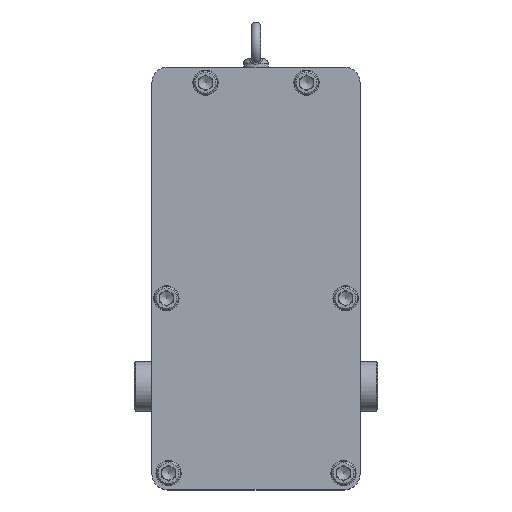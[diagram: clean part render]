
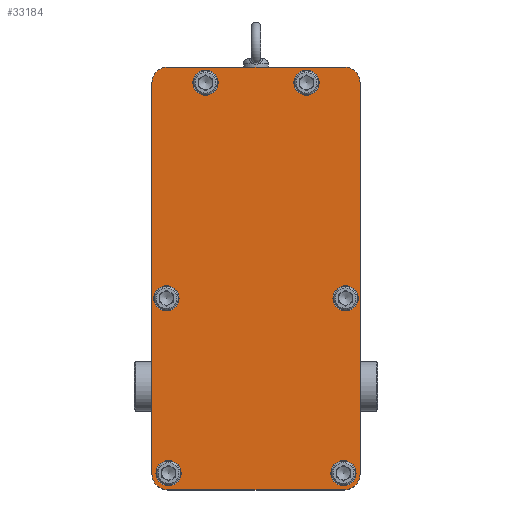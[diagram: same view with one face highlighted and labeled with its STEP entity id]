
A CAD part, top view. The second image highlights one B-rep face of the part: STEP entity #33184.
In plain terms, the highlighted planar face has unit normal (0, 0, 1).
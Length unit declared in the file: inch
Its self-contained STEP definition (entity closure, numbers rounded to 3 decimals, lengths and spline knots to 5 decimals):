
#116 = ORIENTED_EDGE ( 'NONE', *, *, #2145, .T. ) ;
#471 = CARTESIAN_POINT ( 'NONE',  ( 3.96482, -3.46482, 12.0218 ) ) ;
#538 = VERTEX_POINT ( 'NONE', #47195 ) ;
#1944 = AXIS2_PLACEMENT_3D ( 'NONE', #49726, #45679, #41617 ) ;
#2090 = DIRECTION ( 'NONE',  ( -1., 0., 0. ) ) ;
#2145 = EDGE_CURVE ( 'NONE', #35264, #26360, #35802, .T. ) ;
#2375 = DIRECTION ( 'NONE',  ( 0., 0., 1. ) ) ;
#2694 = AXIS2_PLACEMENT_3D ( 'NONE', #22107, #13717, #2090 ) ;
#2778 = EDGE_LOOP ( 'NONE', ( #28204 ) ) ;
#4319 = FACE_BOUND ( 'NONE', #2778, .T. ) ;
#4614 = CARTESIAN_POINT ( 'NONE',  ( -3.5, 12.625, 12.0218 ) ) ;
#5157 = EDGE_CURVE ( 'NONE', #30565, #30565, #35952, .T. ) ;
#5279 = ORIENTED_EDGE ( 'NONE', *, *, #48264, .F. ) ;
#5603 = DIRECTION ( 'NONE',  ( 0., 0., 1. ) ) ;
#6148 = EDGE_CURVE ( 'NONE', #40265, #40265, #26532, .T. ) ;
#6568 = EDGE_CURVE ( 'NONE', #538, #44739, #10079, .T. ) ;
#6786 = CARTESIAN_POINT ( 'NONE',  ( 3.46482, -3.46482, 12.0218 ) ) ;
#7215 = VECTOR ( 'NONE', #19352, 39.37008 ) ;
#7446 = EDGE_CURVE ( 'NONE', #7483, #22539, #46497, .T. ) ;
#7483 = VERTEX_POINT ( 'NONE', #4614 ) ;
#8601 = VERTEX_POINT ( 'NONE', #52055 ) ;
#9098 = VECTOR ( 'NONE', #21633, 39.37008 ) ;
#10079 = LINE ( 'NONE', #34405, #52442 ) ;
#10569 = VERTEX_POINT ( 'NONE', #27040 ) ;
#11792 = DIRECTION ( 'NONE',  ( 0., 0., 1. ) ) ;
#12180 = CARTESIAN_POINT ( 'NONE',  ( -3.5, 12., 12.0218 ) ) ;
#12265 = ORIENTED_EDGE ( 'NONE', *, *, #46129, .T. ) ;
#12316 = AXIS2_PLACEMENT_3D ( 'NONE', #42622, #5603, #22105 ) ;
#12518 = AXIS2_PLACEMENT_3D ( 'NONE', #22929, #2375, #19405 ) ;
#12758 = EDGE_CURVE ( 'NONE', #50235, #50235, #39953, .T. ) ;
#12945 = EDGE_LOOP ( 'NONE', ( #48582 ) ) ;
#13288 = CIRCLE ( 'NONE', #24474, 0.5 ) ;
#13696 = EDGE_CURVE ( 'NONE', #7483, #8601, #36332, .T. ) ;
#13717 = DIRECTION ( 'NONE',  ( 0., 0., 1. ) ) ;
#13820 = ORIENTED_EDGE ( 'NONE', *, *, #19453, .F. ) ;
#13863 = DIRECTION ( 'NONE',  ( 0., -1., 0. ) ) ;
#15224 = EDGE_LOOP ( 'NONE', ( #44700 ) ) ;
#15400 = DIRECTION ( 'NONE',  ( 1., 0., 0. ) ) ;
#15461 = VECTOR ( 'NONE', #35082, 39.37008 ) ;
#16023 = ORIENTED_EDGE ( 'NONE', *, *, #5157, .F. ) ;
#16500 = FACE_BOUND ( 'NONE', #53368, .T. ) ;
#18282 = DIRECTION ( 'NONE',  ( 1., 0., 0. ) ) ;
#18805 = ORIENTED_EDGE ( 'NONE', *, *, #52190, .T. ) ;
#19352 = DIRECTION ( 'NONE',  ( 1., 0., 0. ) ) ;
#19405 = DIRECTION ( 'NONE',  ( -1., 0., 0. ) ) ;
#19452 = DIRECTION ( 'NONE',  ( 0., 0., 1. ) ) ;
#19453 = EDGE_CURVE ( 'NONE', #35264, #22539, #46235, .T. ) ;
#20138 = CARTESIAN_POINT ( 'NONE',  ( 4.125, 12.625, 12.0218 ) ) ;
#21100 = FACE_BOUND ( 'NONE', #52684, .T. ) ;
#21633 = DIRECTION ( 'NONE',  ( 0., 1., 0. ) ) ;
#22051 = DIRECTION ( 'NONE',  ( -1., 0., 0. ) ) ;
#22105 = DIRECTION ( 'NONE',  ( 1., 0., 0. ) ) ;
#22107 = CARTESIAN_POINT ( 'NONE',  ( 3.5, 12., 12.0218 ) ) ;
#22140 = VERTEX_POINT ( 'NONE', #30336 ) ;
#22539 = VERTEX_POINT ( 'NONE', #47833 ) ;
#22929 = CARTESIAN_POINT ( 'NONE',  ( -3.5, -3.5, 12.0218 ) ) ;
#23486 = CARTESIAN_POINT ( 'NONE',  ( -3.55, 3.46482, 12.0218 ) ) ;
#23500 = ORIENTED_EDGE ( 'NONE', *, *, #6568, .F. ) ;
#23659 = EDGE_CURVE ( 'NONE', #42055, #42055, #51011, .T. ) ;
#23860 = AXIS2_PLACEMENT_3D ( 'NONE', #34498, #46648, #18282 ) ;
#24194 = CARTESIAN_POINT ( 'NONE',  ( -3.46482, -3.46482, 12.0218 ) ) ;
#24241 = CIRCLE ( 'NONE', #2694, 0.625 ) ;
#24474 = AXIS2_PLACEMENT_3D ( 'NONE', #32802, #49276, #24709 ) ;
#24709 = DIRECTION ( 'NONE',  ( 1., 0., 0. ) ) ;
#25125 = PLANE ( 'NONE',  #1944 ) ;
#25891 = LINE ( 'NONE', #51547, #15461 ) ;
#26360 = VERTEX_POINT ( 'NONE', #44284 ) ;
#26532 = CIRCLE ( 'NONE', #45548, 0.5 ) ;
#27040 = CARTESIAN_POINT ( 'NONE',  ( -2.96482, -3.46482, 12.0218 ) ) ;
#27435 = CIRCLE ( 'NONE', #39540, 0.625 ) ;
#27689 = AXIS2_PLACEMENT_3D ( 'NONE', #6786, #44590, #48373 ) ;
#28204 = ORIENTED_EDGE ( 'NONE', *, *, #6148, .F. ) ;
#28244 = DIRECTION ( 'NONE',  ( 1., 0., 0. ) ) ;
#28649 = DIRECTION ( 'NONE',  ( 0., 0., 1. ) ) ;
#28912 = FACE_OUTER_BOUND ( 'NONE', #45120, .T. ) ;
#29700 = CARTESIAN_POINT ( 'NONE',  ( 4.05, 3.46482, 12.0218 ) ) ;
#30336 = CARTESIAN_POINT ( 'NONE',  ( 3.5, -4.125, 12.0218 ) ) ;
#30565 = VERTEX_POINT ( 'NONE', #46767 ) ;
#30878 = CIRCLE ( 'NONE', #42101, 0.5 ) ;
#30908 = ORIENTED_EDGE ( 'NONE', *, *, #7446, .T. ) ;
#31468 = DIRECTION ( 'NONE',  ( 0., 0., 1. ) ) ;
#32802 = CARTESIAN_POINT ( 'NONE',  ( 2., 12., 12.0218 ) ) ;
#33184 = ADVANCED_FACE ( 'NONE', ( #16500, #21100, #37843, #4319, #37588, #33251, #28912 ), #25125, .F. ) ;
#33251 = FACE_BOUND ( 'NONE', #15224, .T. ) ;
#34405 = CARTESIAN_POINT ( 'NONE',  ( 4.125, 12.625, 12.0218 ) ) ;
#34498 = CARTESIAN_POINT ( 'NONE',  ( -2., 12., 12.0218 ) ) ;
#35082 = DIRECTION ( 'NONE',  ( -1., 0., 0. ) ) ;
#35264 = VERTEX_POINT ( 'NONE', #46605 ) ;
#35802 = CIRCLE ( 'NONE', #12518, 0.625 ) ;
#35952 = CIRCLE ( 'NONE', #23860, 0.5 ) ;
#36332 = LINE ( 'NONE', #20138, #7215 ) ;
#37588 = FACE_BOUND ( 'NONE', #41145, .T. ) ;
#37843 = FACE_BOUND ( 'NONE', #12945, .T. ) ;
#38283 = EDGE_CURVE ( 'NONE', #46063, #46063, #13288, .T. ) ;
#39327 = CARTESIAN_POINT ( 'NONE',  ( 3.5, -3.5, 12.0218 ) ) ;
#39540 = AXIS2_PLACEMENT_3D ( 'NONE', #39327, #31468, #22051 ) ;
#39953 = CIRCLE ( 'NONE', #12316, 0.5 ) ;
#40005 = CARTESIAN_POINT ( 'NONE',  ( -3.05, 3.46482, 12.0218 ) ) ;
#40265 = VERTEX_POINT ( 'NONE', #40005 ) ;
#41145 = EDGE_LOOP ( 'NONE', ( #46968 ) ) ;
#41617 = DIRECTION ( 'NONE',  ( -1., 0., 0. ) ) ;
#42055 = VERTEX_POINT ( 'NONE', #471 ) ;
#42101 = AXIS2_PLACEMENT_3D ( 'NONE', #24194, #11792, #28244 ) ;
#42622 = CARTESIAN_POINT ( 'NONE',  ( 3.55, 3.46482, 12.0218 ) ) ;
#43006 = ORIENTED_EDGE ( 'NONE', *, *, #47296, .F. ) ;
#44284 = CARTESIAN_POINT ( 'NONE',  ( -3.5, -4.125, 12.0218 ) ) ;
#44590 = DIRECTION ( 'NONE',  ( 0., 0., 1. ) ) ;
#44700 = ORIENTED_EDGE ( 'NONE', *, *, #12758, .F. ) ;
#44739 = VERTEX_POINT ( 'NONE', #51286 ) ;
#45120 = EDGE_LOOP ( 'NONE', ( #13820, #116, #5279, #12265, #23500, #18805, #52359, #30908 ) ) ;
#45432 = DIRECTION ( 'NONE',  ( -1., 0., 0. ) ) ;
#45548 = AXIS2_PLACEMENT_3D ( 'NONE', #23486, #19452, #15400 ) ;
#45679 = DIRECTION ( 'NONE',  ( 0., 0., -1. ) ) ;
#46063 = VERTEX_POINT ( 'NONE', #49572 ) ;
#46129 = EDGE_CURVE ( 'NONE', #22140, #44739, #27435, .T. ) ;
#46235 = LINE ( 'NONE', #51065, #9098 ) ;
#46497 = CIRCLE ( 'NONE', #53373, 0.625 ) ;
#46605 = CARTESIAN_POINT ( 'NONE',  ( -4.125, -3.5, 12.0218 ) ) ;
#46648 = DIRECTION ( 'NONE',  ( 0., 0., 1. ) ) ;
#46767 = CARTESIAN_POINT ( 'NONE',  ( -1.5, 12., 12.0218 ) ) ;
#46968 = ORIENTED_EDGE ( 'NONE', *, *, #23659, .F. ) ;
#47195 = CARTESIAN_POINT ( 'NONE',  ( 4.125, 12., 12.0218 ) ) ;
#47296 = EDGE_CURVE ( 'NONE', #10569, #10569, #30878, .T. ) ;
#47833 = CARTESIAN_POINT ( 'NONE',  ( -4.125, 12., 12.0218 ) ) ;
#48264 = EDGE_CURVE ( 'NONE', #22140, #26360, #25891, .T. ) ;
#48373 = DIRECTION ( 'NONE',  ( 1., 0., 0. ) ) ;
#48582 = ORIENTED_EDGE ( 'NONE', *, *, #38283, .F. ) ;
#49276 = DIRECTION ( 'NONE',  ( 0., 0., 1. ) ) ;
#49572 = CARTESIAN_POINT ( 'NONE',  ( 2.5, 12., 12.0218 ) ) ;
#49726 = CARTESIAN_POINT ( 'NONE',  ( 0., 0., 12.0218 ) ) ;
#50235 = VERTEX_POINT ( 'NONE', #29700 ) ;
#51011 = CIRCLE ( 'NONE', #27689, 0.5 ) ;
#51065 = CARTESIAN_POINT ( 'NONE',  ( -4.125, 12.625, 12.0218 ) ) ;
#51286 = CARTESIAN_POINT ( 'NONE',  ( 4.125, -3.5, 12.0218 ) ) ;
#51547 = CARTESIAN_POINT ( 'NONE',  ( 4.125, -4.125, 12.0218 ) ) ;
#52055 = CARTESIAN_POINT ( 'NONE',  ( 3.5, 12.625, 12.0218 ) ) ;
#52190 = EDGE_CURVE ( 'NONE', #538, #8601, #24241, .T. ) ;
#52359 = ORIENTED_EDGE ( 'NONE', *, *, #13696, .F. ) ;
#52442 = VECTOR ( 'NONE', #13863, 39.37008 ) ;
#52684 = EDGE_LOOP ( 'NONE', ( #16023 ) ) ;
#53368 = EDGE_LOOP ( 'NONE', ( #43006 ) ) ;
#53373 = AXIS2_PLACEMENT_3D ( 'NONE', #12180, #28649, #45432 ) ;
